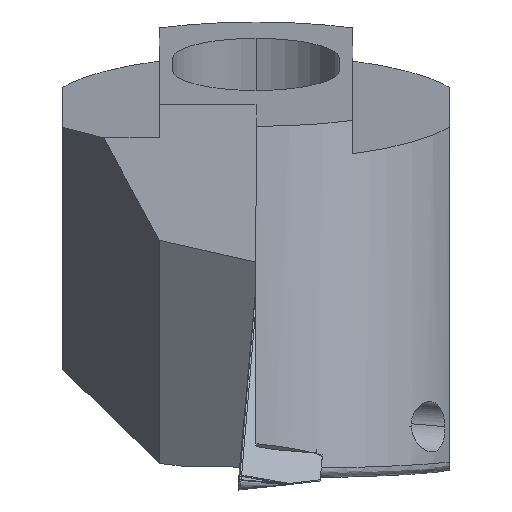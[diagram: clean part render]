
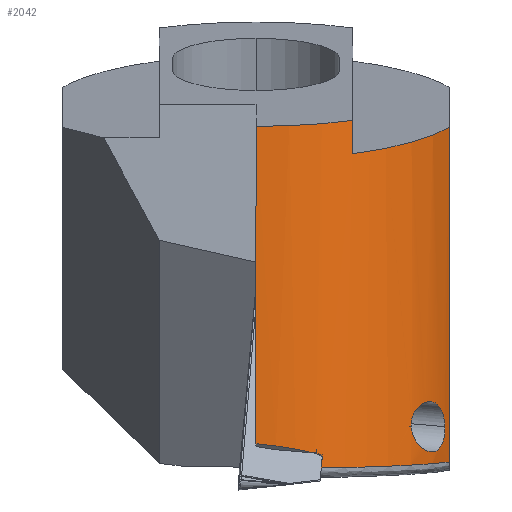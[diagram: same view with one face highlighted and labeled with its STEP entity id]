
A CAD part, left-side view. The second image highlights one B-rep face of the part: STEP entity #2042.
In plain terms, the highlighted cylindrical face has radius 6.5 mm (diameter 13 mm), a partial arc.
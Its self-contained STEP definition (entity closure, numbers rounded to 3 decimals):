
#832=VERTEX_POINT('NONE',#2388);
#954=VERTEX_POINT('NONE',#2529);
#958=VERTEX_POINT('NONE',#2533);
#968=EDGE_CURVE('NONE',#832,#1072,#2543,.T.);
#972=VERTEX_POINT('NONE',#2547);
#980=EDGE_CURVE('NONE',#1862,#972,#2555,.T.);
#1072=VERTEX_POINT('NONE',#2652);
#1184=EDGE_CURVE('NONE',#958,#1414,#2780,.F.);
#1220=EDGE_CURVE('NONE',#2100,#2020,#2820,.T.);
#1372=EDGE_CURVE('NONE',#1500,#2020,#2985,.F.);
#1406=EDGE_CURVE('NONE',#954,#1414,#3024,.F.);
#1414=VERTEX_POINT('NONE',#3033);
#1500=VERTEX_POINT('NONE',#3129);
#1568=VERTEX_POINT('NONE',#3206);
#1570=VERTEX_POINT('NONE',#3208);
#1572=EDGE_CURVE('NONE',#954,#2114,#3210,.T.);
#1766=EDGE_CURVE('NONE',#1570,#2100,#3427,.T.);
#1774=EDGE_CURVE('NONE',#1500,#1568,#3436,.T.);
#1788=EDGE_CURVE('NONE',#1862,#1570,#3451,.T.);
#1862=VERTEX_POINT('NONE',#3533);
#2020=VERTEX_POINT('NONE',#3701);
#2042=ADVANCED_FACE('NONE',(#3726,#3727),#3728,.T.);
#2086=EDGE_CURVE('NONE',#1072,#832,#3774,.F.);
#2100=VERTEX_POINT('NONE',#3788);
#2114=VERTEX_POINT('NONE',#3802);
#2322=EDGE_CURVE('NONE',#1568,#958,#4037,.T.);
#2334=EDGE_CURVE('NONE',#972,#2114,#4051,.T.);
#2388=CARTESIAN_POINT('',(-2.794,-5.869,-12.571));
#2529=CARTESIAN_POINT('',(-2.5,-6.0,-3.275));
#2533=CARTESIAN_POINT('',(-6.176,-2.028,-13.855));
#2543=B_SPLINE_CURVE_WITH_KNOTS('',3,(#4951,#4952,#4953,#4954,#4955,#4956,#4957,#4958,#4959,#4960,#4961,#4962,#4963,#4964,#4965,#4966,#4967,#4968,#4969,#4970),.UNSPECIFIED.,.F.,.F.,(4,2,2,2,2,2,2,2,2,4),(2.561,2.602,2.901,3.2,3.53,3.86,4.217,4.574,4.897,5.179),.UNSPECIFIED.);
#2547=CARTESIAN_POINT('',(-5.766,-3.0,-3.058));
#2555=ELLIPSE('',#4988,6.699,6.5);
#2652=CARTESIAN_POINT('',(-4.357,-4.824,-12.561));
#2780=B_SPLINE_CURVE_WITH_KNOTS('',3,(#5322,#5323,#5324,#5325,#5326,#5327,#5328,#5329,#5330,#5331),.UNSPECIFIED.,.F.,.F.,(4,3,3,4),(0.0,0.505,0.67,1.0),.UNSPECIFIED.);
#2820=ELLIPSE('',#5383,14.378,6.5);
#2985=ELLIPSE('',#5639,25.181,6.5);
#3024=LINE('',#5699,#5700);
#3033=CARTESIAN_POINT('',(-2.5,-6.0,-13.671));
#3129=CARTESIAN_POINT('',(-6.222,-1.881,-13.404));
#3206=CARTESIAN_POINT('',(-6.164,-2.063,-13.449));
#3208=CARTESIAN_POINT('',(-6.5,0.,-13.101));
#3210=ELLIPSE('',#5967,6.699,6.5);
#3427=ELLIPSE('',#6281,7.322,6.5);
#3436=ELLIPSE('',#6291,7.322,6.5);
#3451=LINE('',#6312,#6313);
#3533=CARTESIAN_POINT('',(-6.5,0.0,-3.241));
#3701=CARTESIAN_POINT('',(-6.226,-1.869,-13.377));
#3726=FACE_OUTER_BOUND('',#6708,.T.);
#3727=FACE_BOUND('',#6709,.T.);
#3728=CYLINDRICAL_SURFACE('',#6710,6.5);
#3774=B_SPLINE_CURVE_WITH_KNOTS('',3,(#6773,#6774,#6775,#6776,#6777,#6778,#6779,#6780,#6781,#6782,#6783,#6784,#6785,#6786,#6787,#6788,#6789,#6790,#6791,#6792,#6793),.UNSPECIFIED.,.F.,.F.,(4,2,2,2,2,2,2,2,3,4),(2.659,2.912,3.207,3.556,3.905,4.273,4.641,4.93,5.22,5.261),.UNSPECIFIED.);
#3788=CARTESIAN_POINT('',(-6.235,-1.836,-13.393));
#3802=CARTESIAN_POINT('',(-5.766,-3.0,-4.089));
#4037=ELLIPSE('',#7171,74.681,6.5);
#4051=LINE('',#7189,#7190);
#4951=CARTESIAN_POINT('',(-2.794,-5.869,-12.571));
#4952=CARTESIAN_POINT('',(-2.794,-5.869,-12.585));
#4953=CARTESIAN_POINT('',(-2.793,-5.869,-12.598));
#4954=CARTESIAN_POINT('',(-2.793,-5.869,-12.712));
#4955=CARTESIAN_POINT('',(-2.813,-5.86,-12.817));
#4956=CARTESIAN_POINT('',(-2.894,-5.82,-13.007));
#4957=CARTESIAN_POINT('',(-2.955,-5.79,-13.091));
#4958=CARTESIAN_POINT('',(-3.097,-5.716,-13.226));
#4959=CARTESIAN_POINT('',(-3.188,-5.665,-13.282));
#4960=CARTESIAN_POINT('',(-3.382,-5.552,-13.35));
#4961=CARTESIAN_POINT('',(-3.483,-5.489,-13.361));
#4962=CARTESIAN_POINT('',(-3.674,-5.363,-13.35));
#4963=CARTESIAN_POINT('',(-3.779,-5.29,-13.324));
#4964=CARTESIAN_POINT('',(-3.97,-5.148,-13.232));
#4965=CARTESIAN_POINT('',(-4.058,-5.079,-13.167));
#4966=CARTESIAN_POINT('',(-4.193,-4.968,-13.022));
#4967=CARTESIAN_POINT('',(-4.252,-4.917,-12.935));
#4968=CARTESIAN_POINT('',(-4.33,-4.848,-12.75));
#4969=CARTESIAN_POINT('',(-4.352,-4.828,-12.655));
#4970=CARTESIAN_POINT('',(-4.357,-4.824,-12.561));
#4988=AXIS2_PLACEMENT_3D('',#7431,#7432,#7433);
#5322=CARTESIAN_POINT('',(-2.5,-6.0,-13.671));
#5323=CARTESIAN_POINT('',(-3.367,-5.639,-13.715));
#5324=CARTESIAN_POINT('',(-4.154,-5.087,-13.754));
#5325=CARTESIAN_POINT('',(-4.79,-4.394,-13.786));
#5326=CARTESIAN_POINT('',(-4.997,-4.168,-13.796));
#5327=CARTESIAN_POINT('',(-5.188,-3.928,-13.806));
#5328=CARTESIAN_POINT('',(-5.361,-3.676,-13.814));
#5329=CARTESIAN_POINT('',(-5.708,-3.169,-13.832));
#5330=CARTESIAN_POINT('',(-5.984,-2.612,-13.845));
#5331=CARTESIAN_POINT('',(-6.176,-2.028,-13.855));
#5383=AXIS2_PLACEMENT_3D('',#7768,#7769,#7770);
#5639=AXIS2_PLACEMENT_3D('',#7943,#7944,#7945);
#5699=CARTESIAN_POINT('',(-2.5,-6.0,0.));
#5700=VECTOR('',#7999,1.0);
#5967=AXIS2_PLACEMENT_3D('',#8224,#8225,#8226);
#6281=AXIS2_PLACEMENT_3D('',#8500,#8501,#8502);
#6291=AXIS2_PLACEMENT_3D('',#8511,#8512,#8513);
#6312=CARTESIAN_POINT('',(-6.5,0.0,0.));
#6313=VECTOR('',#8527,1.0);
#6708=EDGE_LOOP('',(#8815,#8816,#8817,#8818,#8819,#8820,#8821,#8822,#8823,#8824,#8825));
#6709=EDGE_LOOP('',(#8826,#8827));
#6710=AXIS2_PLACEMENT_3D('',#8828,#8829,#8830);
#6773=CARTESIAN_POINT('',(-2.794,-5.869,-12.571));
#6774=CARTESIAN_POINT('',(-2.799,-5.867,-12.485));
#6775=CARTESIAN_POINT('',(-2.818,-5.857,-12.397));
#6776=CARTESIAN_POINT('',(-2.889,-5.823,-12.219));
#6777=CARTESIAN_POINT('',(-2.945,-5.795,-12.133));
#6778=CARTESIAN_POINT('',(-3.081,-5.724,-11.983));
#6779=CARTESIAN_POINT('',(-3.174,-5.674,-11.914));
#6780=CARTESIAN_POINT('',(-3.372,-5.558,-11.821));
#6781=CARTESIAN_POINT('',(-3.478,-5.492,-11.796));
#6782=CARTESIAN_POINT('',(-3.677,-5.361,-11.784));
#6783=CARTESIAN_POINT('',(-3.786,-5.285,-11.799));
#6784=CARTESIAN_POINT('',(-3.987,-5.135,-11.873));
#6785=CARTESIAN_POINT('',(-4.08,-5.061,-11.932));
#6786=CARTESIAN_POINT('',(-4.212,-4.951,-12.068));
#6787=CARTESIAN_POINT('',(-4.266,-4.905,-12.146));
#6788=CARTESIAN_POINT('',(-4.339,-4.84,-12.323));
#6789=CARTESIAN_POINT('',(-4.358,-4.823,-12.423));
#6790=CARTESIAN_POINT('',(-4.358,-4.823,-12.52));
#6791=CARTESIAN_POINT('',(-4.358,-4.823,-12.534));
#6792=CARTESIAN_POINT('',(-4.358,-4.823,-12.547));
#6793=CARTESIAN_POINT('',(-4.357,-4.824,-12.561));
#7171=AXIS2_PLACEMENT_3D('',#9212,#9213,#9214);
#7189=CARTESIAN_POINT('',(-5.766,-3.0,0.));
#7190=VECTOR('',#9236,1.0);
#7431=CARTESIAN_POINT('',(0.,0.0,-1.621));
#7432=DIRECTION('',(-0.242,0.0,0.97));
#7433=DIRECTION('',(0.97,0.0,0.242));
#7768=CARTESIAN_POINT('',(0.,0.0,-0.929));
#7769=DIRECTION('',(-0.891,-0.044,0.452));
#7770=DIRECTION('',(0.452,0.022,0.892));
#7943=CARTESIAN_POINT('',(0.,0.0,7.061));
#7944=DIRECTION('',(-0.627,-0.735,0.258));
#7945=DIRECTION('',(0.167,0.196,0.966));
#7999=DIRECTION('',(0.,-0.0,1.0));
#8224=CARTESIAN_POINT('',(0.,0.0,-2.651));
#8225=DIRECTION('',(0.242,0.,-0.97));
#8226=DIRECTION('',(0.97,0.,0.242));
#8500=CARTESIAN_POINT('',(0.,0.0,-16.427));
#8501=DIRECTION('',(0.454,-0.075,0.888));
#8502=DIRECTION('',(0.876,-0.146,-0.46));
#8511=CARTESIAN_POINT('',(0.,0.0,-16.427));
#8512=DIRECTION('',(0.454,-0.075,0.888));
#8513=DIRECTION('',(0.876,-0.146,-0.46));
#8527=DIRECTION('',(0.,0.0,-1.0));
#8815=ORIENTED_EDGE('',*,*,#2322,.T.);
#8816=ORIENTED_EDGE('',*,*,#1184,.T.);
#8817=ORIENTED_EDGE('',*,*,#1406,.F.);
#8818=ORIENTED_EDGE('',*,*,#1572,.T.);
#8819=ORIENTED_EDGE('',*,*,#2334,.F.);
#8820=ORIENTED_EDGE('',*,*,#980,.F.);
#8821=ORIENTED_EDGE('',*,*,#1788,.T.);
#8822=ORIENTED_EDGE('',*,*,#1766,.T.);
#8823=ORIENTED_EDGE('',*,*,#1220,.T.);
#8824=ORIENTED_EDGE('',*,*,#1372,.F.);
#8825=ORIENTED_EDGE('',*,*,#1774,.T.);
#8826=ORIENTED_EDGE('',*,*,#2086,.T.);
#8827=ORIENTED_EDGE('',*,*,#968,.T.);
#8828=CARTESIAN_POINT('',(0.0,0.0,0.0));
#8829=DIRECTION('',(0.,-0.0,1.0));
#8830=DIRECTION('',(1.0,0.0,0.));
#9212=CARTESIAN_POINT('',(0.,0.0,-36.738));
#9213=DIRECTION('',(0.005,-0.996,-0.087));
#9214=DIRECTION('',(0.,-0.087,0.996));
#9236=DIRECTION('',(0.,0.0,-1.0));
